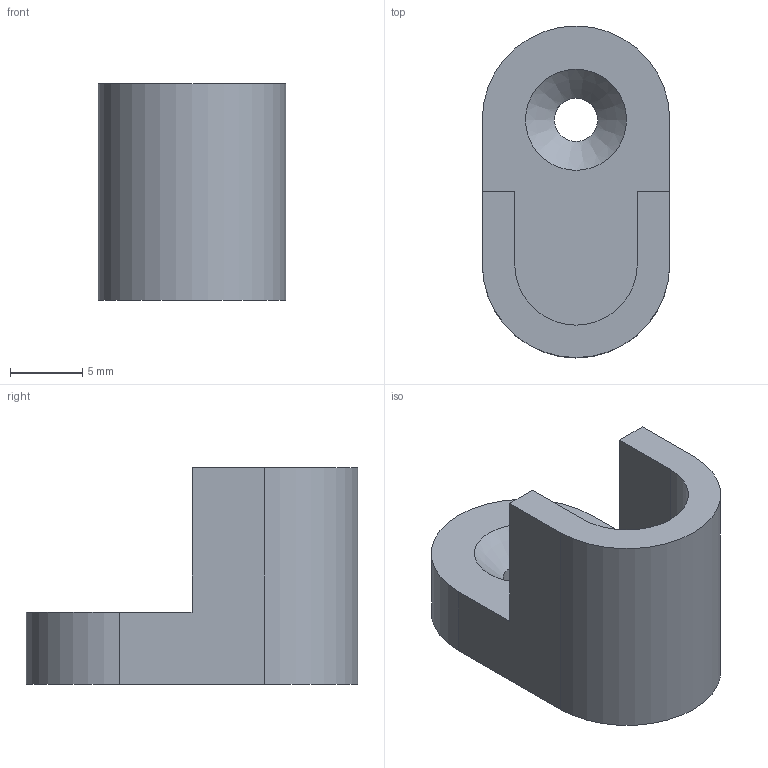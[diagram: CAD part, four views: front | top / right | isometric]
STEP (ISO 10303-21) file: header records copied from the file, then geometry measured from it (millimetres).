
FILE_DESCRIPTION(('FreeCAD Model'),'2;1');
FILE_NAME('closetStickHook.step','2017-05-14T10:11:59',('Author'),(''), 'Open CASCADE STEP processor 6.8','FreeCAD','Unknown');
FILE_SCHEMA(('AUTOMOTIVE_DESIGN_CC2 { 1 2 10303 214 -1 1 5 4 }'));
Length unit declared in the file: millimetre
Products named in the file (2): ASSEMBLY; closetStickHook_v1.0
Assembly tree (1 placements, depth 2):
  ASSEMBLY
    closetStickHook_v1.0
Bounding box: 13 x 23 x 15 mm (x, y, z)
Volume: 1856 mm3; surface area: 1439.5 mm2
Topology: 1 solids, 1 shells, 14 faces, 35 edges, 23 vertices
Faces by surface type: plane 9, cylinder 4, cone 1
Full cylindrical faces by diameter (mm): 3 x1
Entity records: 923 total; most frequent: CARTESIAN_POINT 202, DIRECTION 123, LINE 72, VECTOR 72, ORIENTED_EDGE 70, PCURVE 70, DEFINITIONAL_REPRESENTATION 70, EDGE_CURVE 35
